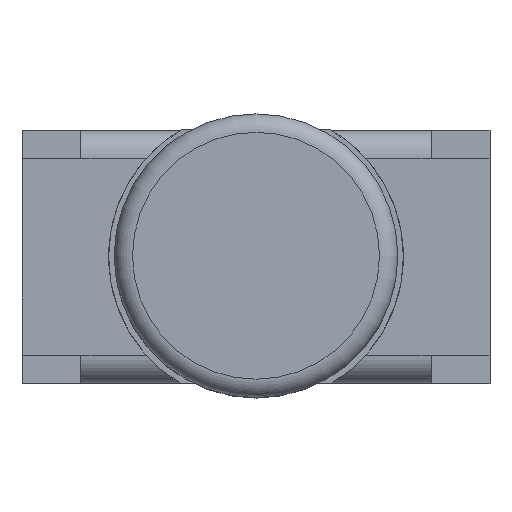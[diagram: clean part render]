
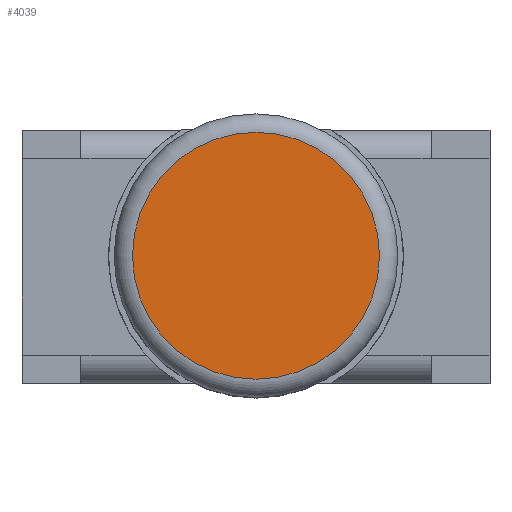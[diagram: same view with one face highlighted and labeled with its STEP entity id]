
A CAD part, top view. The second image highlights one B-rep face of the part: STEP entity #4039.
In plain terms, the highlighted planar face has unit normal (0, 0, 1).
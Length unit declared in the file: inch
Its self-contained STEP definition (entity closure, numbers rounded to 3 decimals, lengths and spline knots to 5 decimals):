
#237=PLANE('',#4443);
#471=FACE_OUTER_BOUND('',#712,.T.);
#712=EDGE_LOOP('',(#3720));
#1665=CIRCLE('',#4440,0.13189);
#2022=VERTEX_POINT('',#6891);
#2595=EDGE_CURVE('',#2022,#2022,#1665,.T.);
#3720=ORIENTED_EDGE('',*,*,#2595,.F.);
#4039=ADVANCED_FACE('',(#471),#237,.F.);
#4440=AXIS2_PLACEMENT_3D('',#6893,#5611,#5612);
#4443=AXIS2_PLACEMENT_3D('',#6898,#5618,#5619);
#5611=DIRECTION('center_axis',(0.,0.,
-1.));
#5612=DIRECTION('ref_axis',(0.,-1.,0.));
#5618=DIRECTION('center_axis',(0.,0.,
-1.));
#5619=DIRECTION('ref_axis',(0.,-1.,0.));
#6891=CARTESIAN_POINT('',(0.,0.13189,1.08465));
#6893=CARTESIAN_POINT('Origin',(0.,0.,
1.08465));
#6898=CARTESIAN_POINT('Origin',(0.,0.,
1.08465));
